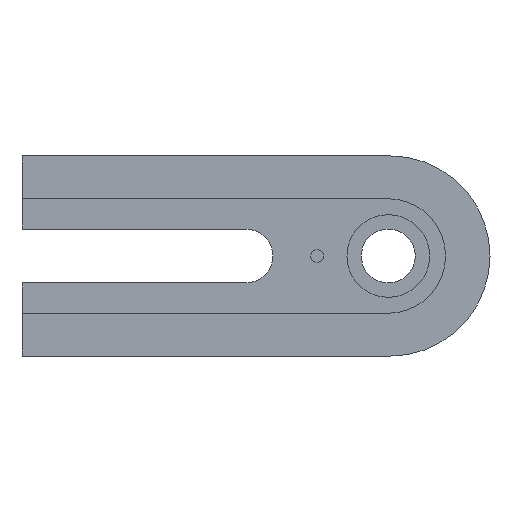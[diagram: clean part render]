
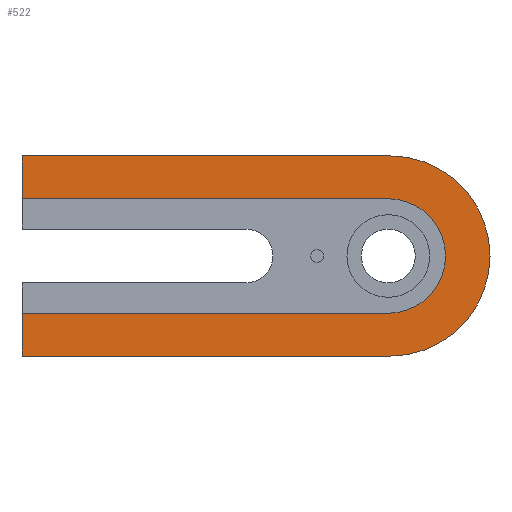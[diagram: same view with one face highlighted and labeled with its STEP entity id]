
A CAD part, front view. The second image highlights one B-rep face of the part: STEP entity #522.
In plain terms, the highlighted planar face has unit normal (0, -1, 0).
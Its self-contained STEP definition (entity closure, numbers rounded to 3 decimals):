
#9=DIRECTION('',(1.,0.,0.));
#10=VECTOR('',#9,45.923);
#11=CARTESIAN_POINT('',(-27.94,-5.,-12.497));
#12=LINE('',#11,#10);
#135=CARTESIAN_POINT('',(17.983,-5.,0.));
#136=DIRECTION('',(0.,-1.,0.));
#137=DIRECTION('',(0.,0.,-1.));
#138=AXIS2_PLACEMENT_3D('',#135,#136,#137);
#140=DIRECTION('',(0.,0.,-1.));
#141=VECTOR('',#140,5.347);
#142=CARTESIAN_POINT('',(-27.94,-5.,-7.15));
#143=LINE('',#142,#141);
#144=DIRECTION('',(-1.,0.,0.));
#145=VECTOR('',#144,45.72);
#146=CARTESIAN_POINT('',(17.78,-5.,-7.15));
#147=LINE('',#146,#145);
#148=CARTESIAN_POINT('',(17.78,-5.,0.));
#149=DIRECTION('',(0.,1.,0.));
#150=DIRECTION('',(0.,0.,1.));
#151=AXIS2_PLACEMENT_3D('',#148,#149,#150);
#161=DIRECTION('',(-1.,0.,0.));
#162=VECTOR('',#161,45.72);
#163=CARTESIAN_POINT('',(17.78,-5.,7.15));
#164=LINE('',#163,#162);
#177=DIRECTION('',(0.,0.,1.));
#178=VECTOR('',#177,5.347);
#179=CARTESIAN_POINT('',(-27.94,-5.,7.15));
#180=LINE('',#179,#178);
#205=DIRECTION('',(-1.,0.,0.));
#206=VECTOR('',#205,45.923);
#207=CARTESIAN_POINT('',(17.983,-5.,12.497));
#208=LINE('',#207,#206);
#246=CARTESIAN_POINT('',(-27.94,-5.,-12.497));
#248=VERTEX_POINT('',#246);
#263=CARTESIAN_POINT('',(17.78,-5.,7.15));
#264=CARTESIAN_POINT('',(17.78,-5.,-7.15));
#265=VERTEX_POINT('',#263);
#266=VERTEX_POINT('',#264);
#267=CARTESIAN_POINT('',(-27.94,-5.,-7.15));
#268=VERTEX_POINT('',#267);
#283=CARTESIAN_POINT('',(-27.94,-5.,7.15));
#284=VERTEX_POINT('',#283);
#287=CARTESIAN_POINT('',(-27.94,-5.,12.497));
#288=VERTEX_POINT('',#287);
#303=CARTESIAN_POINT('',(17.983,-5.,-12.497));
#304=VERTEX_POINT('',#303);
#305=CARTESIAN_POINT('',(17.983,-5.,12.497));
#306=VERTEX_POINT('',#305);
#503=CARTESIAN_POINT('',(-48.295,-5.,0.));
#504=DIRECTION('',(0.,1.,0.));
#505=DIRECTION('',(0.,0.,1.));
#506=AXIS2_PLACEMENT_3D('',#503,#504,#505);
#507=PLANE('',#506);
#508=ORIENTED_EDGE('',*,*,#331,.F.);
#509=ORIENTED_EDGE('',*,*,#318,.F.);
#510=ORIENTED_EDGE('',*,*,#479,.F.);
#511=ORIENTED_EDGE('',*,*,#494,.F.);
#513=ORIENTED_EDGE('',*,*,#512,.F.);
#515=ORIENTED_EDGE('',*,*,#514,.T.);
#517=ORIENTED_EDGE('',*,*,#516,.T.);
#519=ORIENTED_EDGE('',*,*,#518,.F.);
#520=EDGE_LOOP('',(#508,#509,#510,#511,#513,#515,#517,#519));
#521=FACE_OUTER_BOUND('',#520,.F.);
#522=ADVANCED_FACE('',(#521),#507,.F.);
#139=CIRCLE('',#138,12.497);
#152=CIRCLE('',#151,7.15);
#318=EDGE_CURVE('',#248,#304,#12,.T.);
#331=EDGE_CURVE('',#304,#306,#139,.T.);
#479=EDGE_CURVE('',#268,#248,#143,.T.);
#494=EDGE_CURVE('',#266,#268,#147,.T.);
#512=EDGE_CURVE('',#265,#266,#152,.T.);
#514=EDGE_CURVE('',#265,#284,#164,.T.);
#516=EDGE_CURVE('',#284,#288,#180,.T.);
#518=EDGE_CURVE('',#306,#288,#208,.T.);
